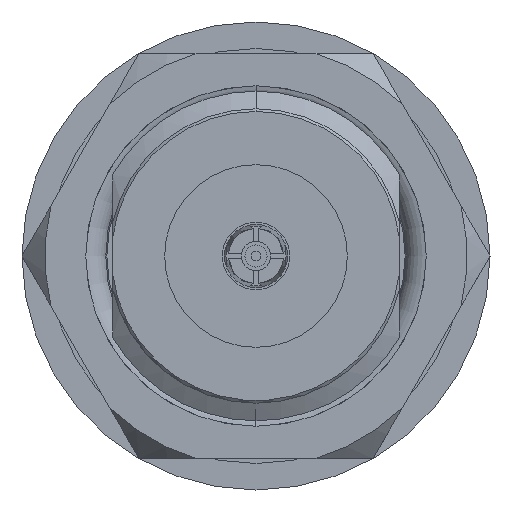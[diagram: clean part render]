
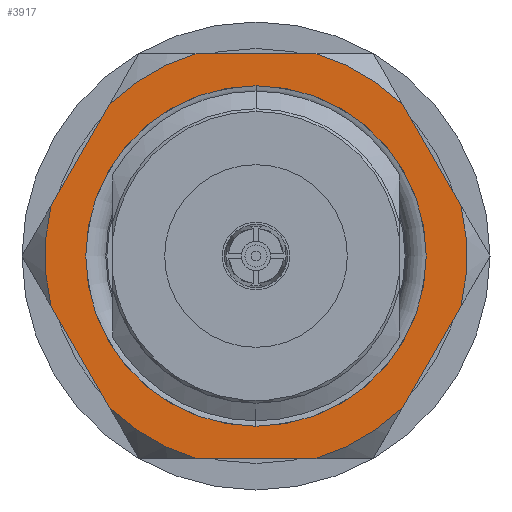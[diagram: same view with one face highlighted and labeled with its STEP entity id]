
A CAD part, left-side view. The second image highlights one B-rep face of the part: STEP entity #3917.
In plain terms, the highlighted face is planar.
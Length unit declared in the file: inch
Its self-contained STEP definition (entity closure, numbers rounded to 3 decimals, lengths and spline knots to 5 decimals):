
#353 = DIRECTION ( 'NONE',  ( 0., 0., -1. ) ) ;
#687 = LINE ( 'NONE', #1215, #12265 ) ;
#1019 = ORIENTED_EDGE ( 'NONE', *, *, #6508, .T. ) ;
#1091 = CARTESIAN_POINT ( 'NONE',  ( 0.2702, 0.061, 0.28201 ) ) ;
#1178 = CARTESIAN_POINT ( 'NONE',  ( 0., 0.061, 0. ) ) ;
#1215 = CARTESIAN_POINT ( 'NONE',  ( 0.21651, 0.061, -0.375 ) ) ;
#1468 = CARTESIAN_POINT ( 'NONE',  ( 0.10913, 0.061, -0.375 ) ) ;
#1554 = ORIENTED_EDGE ( 'NONE', *, *, #17004, .F. ) ;
#1799 = DIRECTION ( 'NONE',  ( 0., -1., 0. ) ) ;
#1886 = AXIS2_PLACEMENT_3D ( 'NONE', #16157, #2838, #16364 ) ;
#1933 = VERTEX_POINT ( 'NONE', #10092 ) ;
#2000 = CARTESIAN_POINT ( 'NONE',  ( 0., 0.061, 0. ) ) ;
#2045 = CIRCLE ( 'NONE', #6288, 0.39056 ) ;
#2116 = CARTESIAN_POINT ( 'NONE',  ( 0., 0.061, 0. ) ) ;
#2138 = DIRECTION ( 'NONE',  ( 0., -1., 0. ) ) ;
#2502 = AXIS2_PLACEMENT_3D ( 'NONE', #11225, #3648, #18571 ) ;
#2782 = CARTESIAN_POINT ( 'NONE',  ( -0.37932, 0.061, -0.09299 ) ) ;
#2835 = CARTESIAN_POINT ( 'NONE',  ( -0.2702, 0.061, -0.28201 ) ) ;
#2838 = DIRECTION ( 'NONE',  ( 0., -1., 0. ) ) ;
#2849 = DIRECTION ( 'NONE',  ( 0., 1., 0. ) ) ;
#2932 = DIRECTION ( 'NONE',  ( 0., -1., 0. ) ) ;
#2954 = ORIENTED_EDGE ( 'NONE', *, *, #9983, .F. ) ;
#3068 = CARTESIAN_POINT ( 'NONE',  ( 0.2702, 0.061, -0.28201 ) ) ;
#3205 = EDGE_CURVE ( 'NONE', #8777, #6990, #6330, .T. ) ;
#3404 = CARTESIAN_POINT ( 'NONE',  ( -0.64952, 0.061, 0.375 ) ) ;
#3415 = CARTESIAN_POINT ( 'NONE',  ( 0.37932, 0.061, -0.09299 ) ) ;
#3628 = DIRECTION ( 'NONE',  ( 0., 0., -1. ) ) ;
#3648 = DIRECTION ( 'NONE',  ( 0., 1., 0. ) ) ;
#3917 = ADVANCED_FACE ( 'NONE', ( #16617, #5099 ), #18377, .F. ) ;
#3945 = CARTESIAN_POINT ( 'NONE',  ( 0., 0.061, 0. ) ) ;
#4124 = EDGE_CURVE ( 'NONE', #10901, #13083, #15201, .T. ) ;
#5099 = FACE_OUTER_BOUND ( 'NONE', #8296, .T. ) ;
#5112 = CIRCLE ( 'NONE', #19110, 0.39056 ) ;
#5369 = ORIENTED_EDGE ( 'NONE', *, *, #3205, .F. ) ;
#5485 = CIRCLE ( 'NONE', #8689, 0.39056 ) ;
#5605 = VERTEX_POINT ( 'NONE', #3415 ) ;
#5686 = CARTESIAN_POINT ( 'NONE',  ( -0.2702, 0.061, 0.28201 ) ) ;
#5930 = ORIENTED_EDGE ( 'NONE', *, *, #15642, .F. ) ;
#6085 = DIRECTION ( 'NONE',  ( 0., 0., -1. ) ) ;
#6288 = AXIS2_PLACEMENT_3D ( 'NONE', #2116, #12666, #3628 ) ;
#6330 = LINE ( 'NONE', #8325, #7026 ) ;
#6458 = CARTESIAN_POINT ( 'NONE',  ( -0.10913, 0.061, 0.375 ) ) ;
#6508 = EDGE_CURVE ( 'NONE', #1933, #12546, #11150, .T. ) ;
#6534 = CARTESIAN_POINT ( 'NONE',  ( 0., 0.061, 0.315 ) ) ;
#6763 = CARTESIAN_POINT ( 'NONE',  ( 0.21651, 0.061, 0.375 ) ) ;
#6922 = AXIS2_PLACEMENT_3D ( 'NONE', #1178, #2849, #11732 ) ;
#6973 = DIRECTION ( 'NONE',  ( 0.5, 0., 0.866 ) ) ;
#6990 = VERTEX_POINT ( 'NONE', #1468 ) ;
#7026 = VECTOR ( 'NONE', #15929, 39.37008 ) ;
#7258 = DIRECTION ( 'NONE',  ( 0., -1., 0. ) ) ;
#7307 = DIRECTION ( 'NONE',  ( 0., 1., 0. ) ) ;
#7320 = DIRECTION ( 'NONE',  ( -0.5, 0., 0.866 ) ) ;
#7443 = CARTESIAN_POINT ( 'NONE',  ( 0.43301, 0.061, 0. ) ) ;
#7673 = AXIS2_PLACEMENT_3D ( 'NONE', #3945, #2932, #6085 ) ;
#7966 = EDGE_LOOP ( 'NONE', ( #1554, #14862 ) ) ;
#8232 = CIRCLE ( 'NONE', #1886, 0.39056 ) ;
#8296 = EDGE_LOOP ( 'NONE', ( #9369, #5369, #16598, #13529, #17469, #1019, #5930, #10153, #11485, #2954, #19014, #18706 ) ) ;
#8298 = AXIS2_PLACEMENT_3D ( 'NONE', #3404, #1799, #353 ) ;
#8325 = CARTESIAN_POINT ( 'NONE',  ( -0.21651, 0.061, -0.375 ) ) ;
#8374 = EDGE_CURVE ( 'NONE', #11055, #13520, #10634, .T. ) ;
#8689 = AXIS2_PLACEMENT_3D ( 'NONE', #2000, #2138, #15675 ) ;
#8711 = EDGE_CURVE ( 'NONE', #16965, #16507, #16712, .T. ) ;
#8777 = VERTEX_POINT ( 'NONE', #15115 ) ;
#9210 = VECTOR ( 'NONE', #15172, 39.37008 ) ;
#9369 = ORIENTED_EDGE ( 'NONE', *, *, #12330, .F. ) ;
#9734 = EDGE_CURVE ( 'NONE', #16069, #5605, #687, .T. ) ;
#9983 = EDGE_CURVE ( 'NONE', #11633, #16825, #18338, .T. ) ;
#10092 = CARTESIAN_POINT ( 'NONE',  ( -0.37932, 0.061, 0.09299 ) ) ;
#10153 = ORIENTED_EDGE ( 'NONE', *, *, #8374, .F. ) ;
#10156 = DIRECTION ( 'NONE',  ( 0.5, 0., 0.866 ) ) ;
#10634 = LINE ( 'NONE', #6763, #17188 ) ;
#10901 = VERTEX_POINT ( 'NONE', #11793 ) ;
#11055 = VERTEX_POINT ( 'NONE', #12253 ) ;
#11150 = LINE ( 'NONE', #17952, #12565 ) ;
#11225 = CARTESIAN_POINT ( 'NONE',  ( 0., 0.061, 0. ) ) ;
#11285 = DIRECTION ( 'NONE',  ( -1., 0., 0. ) ) ;
#11485 = ORIENTED_EDGE ( 'NONE', *, *, #12530, .T. ) ;
#11633 = VERTEX_POINT ( 'NONE', #18637 ) ;
#11732 = DIRECTION ( 'NONE',  ( 0., 0., 1. ) ) ;
#11793 = CARTESIAN_POINT ( 'NONE',  ( 0., 0.061, -0.315 ) ) ;
#11794 = CARTESIAN_POINT ( 'NONE',  ( -0.21651, 0.061, -0.375 ) ) ;
#12253 = CARTESIAN_POINT ( 'NONE',  ( 0.10913, 0.061, 0.375 ) ) ;
#12265 = VECTOR ( 'NONE', #6973, 39.37008 ) ;
#12330 = EDGE_CURVE ( 'NONE', #6990, #16069, #2045, .T. ) ;
#12475 = EDGE_CURVE ( 'NONE', #16965, #8777, #5112, .T. ) ;
#12530 = EDGE_CURVE ( 'NONE', #11055, #16825, #14517, .T. ) ;
#12546 = VERTEX_POINT ( 'NONE', #5686 ) ;
#12565 = VECTOR ( 'NONE', #10156, 39.37008 ) ;
#12666 = DIRECTION ( 'NONE',  ( 0., -1., 0. ) ) ;
#12729 = EDGE_CURVE ( 'NONE', #5605, #11633, #16139, .T. ) ;
#12743 = VECTOR ( 'NONE', #7320, 39.37008 ) ;
#13083 = VERTEX_POINT ( 'NONE', #6534 ) ;
#13176 = CARTESIAN_POINT ( 'NONE',  ( 0., 0.061, 0. ) ) ;
#13520 = VERTEX_POINT ( 'NONE', #6458 ) ;
#13529 = ORIENTED_EDGE ( 'NONE', *, *, #8711, .T. ) ;
#14152 = CIRCLE ( 'NONE', #16500, 0.315 ) ;
#14517 = CIRCLE ( 'NONE', #6922, 0.39056 ) ;
#14788 = DIRECTION ( 'NONE',  ( 0., 0., 1. ) ) ;
#14862 = ORIENTED_EDGE ( 'NONE', *, *, #4124, .F. ) ;
#14918 = CARTESIAN_POINT ( 'NONE',  ( 0., 0.061, 0. ) ) ;
#15115 = CARTESIAN_POINT ( 'NONE',  ( -0.10913, 0.061, -0.375 ) ) ;
#15172 = DIRECTION ( 'NONE',  ( -0.5, 0., 0.866 ) ) ;
#15201 = CIRCLE ( 'NONE', #2502, 0.315 ) ;
#15642 = EDGE_CURVE ( 'NONE', #13520, #12546, #5485, .T. ) ;
#15675 = DIRECTION ( 'NONE',  ( 0., 0., -1. ) ) ;
#15929 = DIRECTION ( 'NONE',  ( 1., 0., 0. ) ) ;
#16069 = VERTEX_POINT ( 'NONE', #3068 ) ;
#16139 = CIRCLE ( 'NONE', #7673, 0.39056 ) ;
#16157 = CARTESIAN_POINT ( 'NONE',  ( 0., 0.061, 0. ) ) ;
#16364 = DIRECTION ( 'NONE',  ( 0., 0., -1. ) ) ;
#16376 = DIRECTION ( 'NONE',  ( 0., 0., -1. ) ) ;
#16500 = AXIS2_PLACEMENT_3D ( 'NONE', #14918, #7307, #14788 ) ;
#16507 = VERTEX_POINT ( 'NONE', #2782 ) ;
#16598 = ORIENTED_EDGE ( 'NONE', *, *, #12475, .F. ) ;
#16617 = FACE_BOUND ( 'NONE', #7966, .T. ) ;
#16712 = LINE ( 'NONE', #11794, #12743 ) ;
#16825 = VERTEX_POINT ( 'NONE', #1091 ) ;
#16965 = VERTEX_POINT ( 'NONE', #2835 ) ;
#17004 = EDGE_CURVE ( 'NONE', #13083, #10901, #14152, .T. ) ;
#17188 = VECTOR ( 'NONE', #11285, 39.37008 ) ;
#17469 = ORIENTED_EDGE ( 'NONE', *, *, #18297, .F. ) ;
#17952 = CARTESIAN_POINT ( 'NONE',  ( -0.43301, 0.061, 0. ) ) ;
#18297 = EDGE_CURVE ( 'NONE', #1933, #16507, #8232, .T. ) ;
#18338 = LINE ( 'NONE', #7443, #9210 ) ;
#18377 = PLANE ( 'NONE',  #8298 ) ;
#18571 = DIRECTION ( 'NONE',  ( 0., 0., 1. ) ) ;
#18637 = CARTESIAN_POINT ( 'NONE',  ( 0.37932, 0.061, 0.09299 ) ) ;
#18706 = ORIENTED_EDGE ( 'NONE', *, *, #9734, .F. ) ;
#19014 = ORIENTED_EDGE ( 'NONE', *, *, #12729, .F. ) ;
#19110 = AXIS2_PLACEMENT_3D ( 'NONE', #13176, #7258, #16376 ) ;
